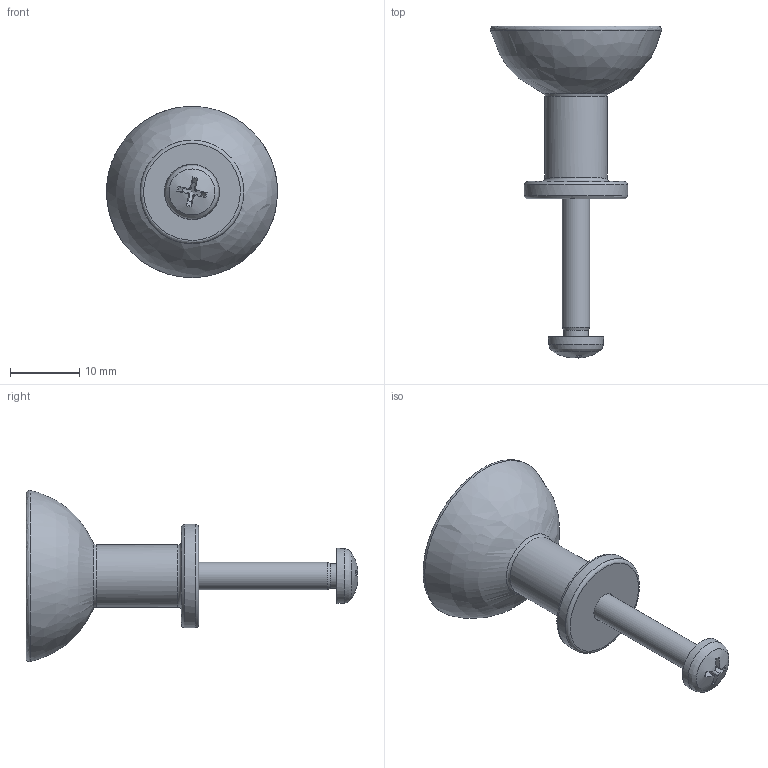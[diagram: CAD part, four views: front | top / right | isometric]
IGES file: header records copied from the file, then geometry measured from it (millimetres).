
Global section: file name: P801-A; native system: Autodesk Inventor 2024; preprocessor: unknown; author: rclarke; date: 20250716.114833; units: millimetre
Bounding box: 24.78 x 48.07 x 24.78 mm (x, y, z)
Volume: 4879.4 mm3; surface area: 2884.1 mm2
Topology: 2 solids, 2 shells, 44 faces, 125 edges, 88 vertices
Faces by surface type: bspline 44
